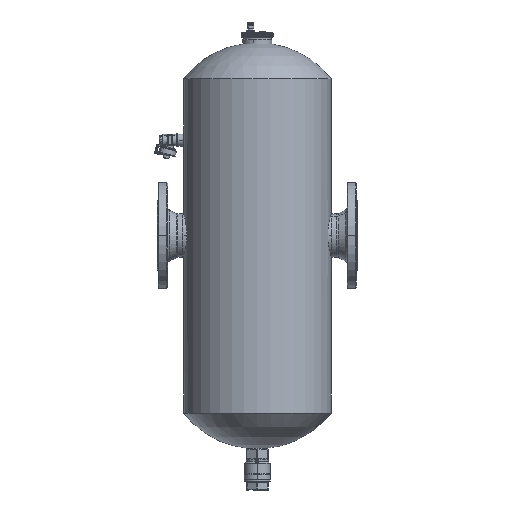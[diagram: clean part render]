
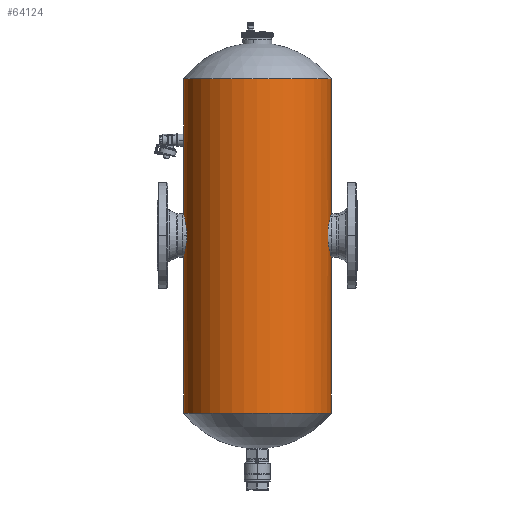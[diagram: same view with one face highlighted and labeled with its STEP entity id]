
A CAD part, front view. The second image highlights one B-rep face of the part: STEP entity #64124.
In plain terms, the highlighted cylindrical face has radius 129 mm (diameter 258 mm), a partial arc.
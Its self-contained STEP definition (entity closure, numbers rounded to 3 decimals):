
#60=CARTESIAN_POINT('Vertex',(-43.53,-38.05,0.)) ;
#99=CARTESIAN_POINT('Vertex',(-49.27,0.,-38.05)) ;
#103=CARTESIAN_POINT('Control Point',(-43.53,-38.05,0.)) ;
#104=CARTESIAN_POINT('Control Point',(-43.53,-38.05,-3.691)) ;
#105=CARTESIAN_POINT('Control Point',(-43.668,-37.603,-7.381)) ;
#106=CARTESIAN_POINT('Control Point',(-43.945,-36.707,-10.992)) ;
#107=CARTESIAN_POINT('Control Point',(-44.63,-34.378,-17.104)) ;
#108=CARTESIAN_POINT('Control Point',(-45.545,-30.842,-22.549)) ;
#109=CARTESIAN_POINT('Control Point',(-45.968,-29.093,-24.765)) ;
#110=CARTESIAN_POINT('Control Point',(-47.231,-23.392,-30.755)) ;
#111=CARTESIAN_POINT('Control Point',(-48.391,-16.212,-35.076)) ;
#112=CARTESIAN_POINT('Control Point',(-48.977,-10.985,-37.059)) ;
#113=CARTESIAN_POINT('Control Point',(-49.27,-5.493,-38.05)) ;
#114=CARTESIAN_POINT('Control Point',(-49.27,0.,-38.05)) ;
#138=CARTESIAN_POINT('Vertex',(-49.27,0.,38.05)) ;
#154=CARTESIAN_POINT('Control Point',(-49.27,0.,38.05)) ;
#155=CARTESIAN_POINT('Control Point',(-49.27,-5.818,38.05)) ;
#156=CARTESIAN_POINT('Control Point',(-48.942,-11.637,36.938)) ;
#157=CARTESIAN_POINT('Control Point',(-48.283,-17.138,34.713)) ;
#158=CARTESIAN_POINT('Control Point',(-47.028,-24.472,29.973)) ;
#159=CARTESIAN_POINT('Control Point',(-45.721,-30.135,23.488)) ;
#160=CARTESIAN_POINT('Control Point',(-45.304,-31.797,21.186)) ;
#161=CARTESIAN_POINT('Control Point',(-44.47,-34.929,15.865)) ;
#162=CARTESIAN_POINT('Control Point',(-43.872,-36.944,9.989)) ;
#163=CARTESIAN_POINT('Control Point',(-43.644,-37.681,6.699)) ;
#164=CARTESIAN_POINT('Control Point',(-43.53,-38.05,3.349)) ;
#165=CARTESIAN_POINT('Control Point',(-43.53,-38.05,0.)) ;
#196=CARTESIAN_POINT('Vertex',(208.73,0.,-38.05)) ;
#224=CARTESIAN_POINT('Vertex',(202.991,-38.05,0.)) ;
#228=CARTESIAN_POINT('Control Point',(202.991,-38.05,0.)) ;
#229=CARTESIAN_POINT('Control Point',(202.991,-38.05,-4.505)) ;
#230=CARTESIAN_POINT('Control Point',(203.197,-37.383,-9.01)) ;
#231=CARTESIAN_POINT('Control Point',(203.61,-36.049,-13.368)) ;
#232=CARTESIAN_POINT('Control Point',(204.545,-32.786,-20.221)) ;
#233=CARTESIAN_POINT('Control Point',(205.679,-28.006,-26.025)) ;
#234=CARTESIAN_POINT('Control Point',(206.148,-25.844,-28.173)) ;
#235=CARTESIAN_POINT('Control Point',(207.261,-20.047,-32.886)) ;
#236=CARTESIAN_POINT('Control Point',(208.153,-13.222,-36.094)) ;
#237=CARTESIAN_POINT('Control Point',(208.538,-8.908,-37.398)) ;
#238=CARTESIAN_POINT('Control Point',(208.73,-4.454,-38.05)) ;
#239=CARTESIAN_POINT('Control Point',(208.73,0.,-38.05)) ;
#275=CARTESIAN_POINT('Vertex',(208.73,0.,38.05)) ;
#279=CARTESIAN_POINT('Control Point',(202.991,-38.05,0.)) ;
#280=CARTESIAN_POINT('Control Point',(202.991,-38.05,4.505)) ;
#281=CARTESIAN_POINT('Control Point',(203.197,-37.383,9.01)) ;
#282=CARTESIAN_POINT('Control Point',(203.61,-36.049,13.368)) ;
#283=CARTESIAN_POINT('Control Point',(204.545,-32.786,20.221)) ;
#284=CARTESIAN_POINT('Control Point',(205.679,-28.006,26.025)) ;
#285=CARTESIAN_POINT('Control Point',(206.148,-25.844,28.173)) ;
#286=CARTESIAN_POINT('Control Point',(207.261,-20.047,32.886)) ;
#287=CARTESIAN_POINT('Control Point',(208.153,-13.222,36.094)) ;
#288=CARTESIAN_POINT('Control Point',(208.538,-8.908,37.398)) ;
#289=CARTESIAN_POINT('Control Point',(208.73,-4.454,38.05)) ;
#290=CARTESIAN_POINT('Control Point',(208.73,0.,38.05)) ;
#1925=CARTESIAN_POINT('Vertex',(-48.842,-10.5,167.)) ;
#1942=CARTESIAN_POINT('Vertex',(-49.27,0.,156.5)) ;
#1946=CARTESIAN_POINT('Control Point',(-48.842,-10.5,167.)) ;
#1947=CARTESIAN_POINT('Control Point',(-48.842,-10.5,163.7)) ;
#1948=CARTESIAN_POINT('Control Point',(-48.947,-9.206,160.397)) ;
#1949=CARTESIAN_POINT('Control Point',(-49.165,-6.603,157.794)) ;
#1950=CARTESIAN_POINT('Control Point',(-49.27,-3.3,156.5)) ;
#1951=CARTESIAN_POINT('Control Point',(-49.27,0.,156.5)) ;
#1968=CARTESIAN_POINT('Vertex',(-49.27,0.,177.5)) ;
#1972=CARTESIAN_POINT('Control Point',(-49.27,0.,177.5)) ;
#1973=CARTESIAN_POINT('Control Point',(-49.27,-3.3,177.5)) ;
#1974=CARTESIAN_POINT('Control Point',(-49.165,-6.603,176.206)) ;
#1975=CARTESIAN_POINT('Control Point',(-48.947,-9.206,173.603)) ;
#1976=CARTESIAN_POINT('Control Point',(-48.842,-10.5,170.3)) ;
#1977=CARTESIAN_POINT('Control Point',(-48.842,-10.5,167.)) ;
#63972=CARTESIAN_POINT('Vertex',(-49.27,0.,-310.5)) ;
#63979=CARTESIAN_POINT('Vertex',(208.73,0.,-310.5)) ;
#64004=CARTESIAN_POINT('Vertex',(208.73,0.,274.5)) ;
#64011=CARTESIAN_POINT('Vertex',(-49.27,0.,274.5)) ;
#64027=CARTESIAN_POINT('Axis2P3D Location',(79.73,0.,-18.)) ;
#64032=CARTESIAN_POINT('Line Origine',(208.73,0.,-18.)) ;
#64037=CARTESIAN_POINT('Line Origine',(-49.27,0.,-18.)) ;
#64042=CARTESIAN_POINT('Line Origine',(-49.27,0.,-18.)) ;
#64047=CARTESIAN_POINT('Line Origine',(-49.27,0.,-18.)) ;
#64052=CARTESIAN_POINT('Line Origine',(208.73,0.,-18.)) ;
#64078=CARTESIAN_POINT('Axis2P3D Location',(79.73,0.,-310.5)) ;
#64096=CARTESIAN_POINT('Axis2P3D Location',(79.73,0.,274.5)) ;
#64028=DIRECTION('Axis2P3D Direction',(0.,0.,-1.)) ;
#64029=DIRECTION('Axis2P3D XDirection',(-1.,0.,0.)) ;
#64033=DIRECTION('Vector Direction',(0.,0.,-1.)) ;
#64038=DIRECTION('Vector Direction',(0.,0.,-1.)) ;
#64043=DIRECTION('Vector Direction',(0.,0.,-1.)) ;
#64048=DIRECTION('Vector Direction',(0.,0.,-1.)) ;
#64053=DIRECTION('Vector Direction',(0.,0.,-1.)) ;
#64079=DIRECTION('Axis2P3D Direction',(0.,-0.,-1.)) ;
#64097=DIRECTION('Axis2P3D Direction',(0.,-0.,-1.)) ;
#64030=AXIS2_PLACEMENT_3D('Cylinder Axis2P3D',#64027,#64028,#64029) ;
#64080=AXIS2_PLACEMENT_3D('Circle Axis2P3D',#64078,#64079,$) ;
#64098=AXIS2_PLACEMENT_3D('Circle Axis2P3D',#64096,#64097,$) ;
#64110=ORIENTED_EDGE('',*,*,#240,.F.) ;
#64111=ORIENTED_EDGE('',*,*,#291,.T.) ;
#64112=ORIENTED_EDGE('',*,*,#64056,.F.) ;
#64113=ORIENTED_EDGE('',*,*,#64100,.T.) ;
#64114=ORIENTED_EDGE('',*,*,#64051,.F.) ;
#64115=ORIENTED_EDGE('',*,*,#1978,.T.) ;
#64116=ORIENTED_EDGE('',*,*,#1952,.T.) ;
#64117=ORIENTED_EDGE('',*,*,#64046,.F.) ;
#64118=ORIENTED_EDGE('',*,*,#166,.T.) ;
#64119=ORIENTED_EDGE('',*,*,#115,.T.) ;
#64120=ORIENTED_EDGE('',*,*,#64041,.F.) ;
#64121=ORIENTED_EDGE('',*,*,#64082,.F.) ;
#64122=ORIENTED_EDGE('',*,*,#64036,.F.) ;
#64034=VECTOR('Line Direction',#64033,1.) ;
#64039=VECTOR('Line Direction',#64038,1.) ;
#64044=VECTOR('Line Direction',#64043,1.) ;
#64049=VECTOR('Line Direction',#64048,1.) ;
#64054=VECTOR('Line Direction',#64053,1.) ;
#64124=ADVANCED_FACE('PartBody',(#64123),#64031,.T.) ;
#102=B_SPLINE_CURVE_WITH_KNOTS('',5,(#103,#104,#105,#106,#107,#108,#109,#110,#111,#112,#113,#114),.UNSPECIFIED.,.F.,.U.,(6,3,3,6),(85.004,111.102,131.168,170.007),.UNSPECIFIED.) ;
#153=B_SPLINE_CURVE_WITH_KNOTS('',5,(#154,#155,#156,#157,#158,#159,#160,#161,#162,#163,#164,#165),.UNSPECIFIED.,.F.,.U.,(6,3,3,6),(0.,41.143,61.318,85.004),.UNSPECIFIED.) ;
#227=B_SPLINE_CURVE_WITH_KNOTS('',5,(#228,#229,#230,#231,#232,#233,#234,#235,#236,#237,#238,#239),.UNSPECIFIED.,.F.,.U.,(6,3,3,6),(0.,31.855,53.509,85.003),.UNSPECIFIED.) ;
#278=B_SPLINE_CURVE_WITH_KNOTS('',5,(#279,#280,#281,#282,#283,#284,#285,#286,#287,#288,#289,#290),.UNSPECIFIED.,.F.,.U.,(6,3,3,6),(0.,31.855,53.509,85.003),.UNSPECIFIED.) ;
#1945=B_SPLINE_CURVE_WITH_KNOTS('',5,(#1946,#1947,#1948,#1949,#1950,#1951),.UNSPECIFIED.,.F.,.U.,(6,6),(23.335,46.669),.UNSPECIFIED.) ;
#1971=B_SPLINE_CURVE_WITH_KNOTS('',5,(#1972,#1973,#1974,#1975,#1976,#1977),.UNSPECIFIED.,.F.,.U.,(6,6),(0.,23.335),.UNSPECIFIED.) ;
#64081=CIRCLE('generated circle',#64080,129.) ;
#64099=CIRCLE('generated circle',#64098,129.) ;
#64031=CYLINDRICAL_SURFACE('generated cylinder',#64030,129.) ;
#115=EDGE_CURVE('',#61,#100,#102,.T.) ;
#166=EDGE_CURVE('',#139,#61,#153,.T.) ;
#240=EDGE_CURVE('',#225,#197,#227,.T.) ;
#291=EDGE_CURVE('',#225,#276,#278,.T.) ;
#1952=EDGE_CURVE('',#1926,#1943,#1945,.T.) ;
#1978=EDGE_CURVE('',#1969,#1926,#1971,.T.) ;
#64036=EDGE_CURVE('',#197,#63980,#64035,.T.) ;
#64041=EDGE_CURVE('',#63973,#100,#64040,.F.) ;
#64046=EDGE_CURVE('',#139,#1943,#64045,.F.) ;
#64051=EDGE_CURVE('',#1969,#64012,#64050,.F.) ;
#64056=EDGE_CURVE('',#64005,#276,#64055,.T.) ;
#64082=EDGE_CURVE('',#63980,#63973,#64081,.T.) ;
#64100=EDGE_CURVE('',#64005,#64012,#64099,.T.) ;
#64109=EDGE_LOOP('',(#64110,#64111,#64112,#64113,#64114,#64115,#64116,#64117,#64118,#64119,#64120,#64121,#64122)) ;
#64123=FACE_OUTER_BOUND('',#64109,.T.) ;
#64035=LINE('Line',#64032,#64034) ;
#64040=LINE('Line',#64037,#64039) ;
#64045=LINE('Line',#64042,#64044) ;
#64050=LINE('Line',#64047,#64049) ;
#64055=LINE('Line',#64052,#64054) ;
#61=VERTEX_POINT('',#60) ;
#100=VERTEX_POINT('',#99) ;
#139=VERTEX_POINT('',#138) ;
#197=VERTEX_POINT('',#196) ;
#225=VERTEX_POINT('',#224) ;
#276=VERTEX_POINT('',#275) ;
#1926=VERTEX_POINT('',#1925) ;
#1943=VERTEX_POINT('',#1942) ;
#1969=VERTEX_POINT('',#1968) ;
#63973=VERTEX_POINT('',#63972) ;
#63980=VERTEX_POINT('',#63979) ;
#64005=VERTEX_POINT('',#64004) ;
#64012=VERTEX_POINT('',#64011) ;
